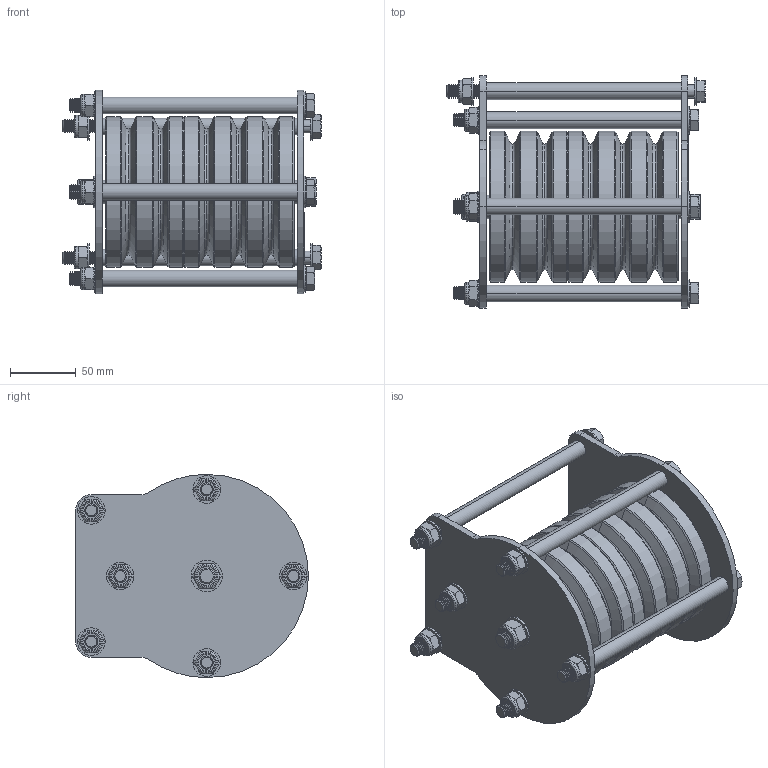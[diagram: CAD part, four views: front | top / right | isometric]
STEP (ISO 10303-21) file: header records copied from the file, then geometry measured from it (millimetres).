
FILE_DESCRIPTION (( 'STEP AP203' ), '1' );
FILE_NAME ('T42905.STEP', '2018-07-26T10:32:22', ( '' ), ( '' ), 'SwSTEP 2.0', 'SolidWorks 2016', '' );
FILE_SCHEMA (( 'CONFIG_CONTROL_DESIGN' ));
Length unit declared in the file: millimetre
Products named in the file (20): T42905; S2610-4; Hex Bolt_ISO 4016 - M10 x 190 x 32-WS; S1930; B Washer_Bright washer BS 4320 - M12 (Form B); S2610-2; S2610-1; SW3dPS-nyloc nut, st stl a2 iso_M10 NYLOC; Hex Bolt_ISO 4016 - M12 x 180 x 32-WS; S2610-3; TH771; PULLEY_LABEL; Hex Bolt_ISO 4016 - M10 x 180 x 32-WS; S2610; S2610-5; TH770; B Washer_Bright washer BS 4320 - M10 (Form B); SW3dPS-nyloc nut, st stl a2 iso_M12 NYLOC; TH805; TH766
Assembly tree (58 placements, depth 3):
  T42905
    TH770
    S2610  x4
      S2610-1
      S2610-2
      S2610-3
      S2610-4
      S2610-5
    S1930  x2
    TH766  x2
    TH805  x6
    B Washer_Bright washer BS 4320 - M10 (Form B)  x12
    SW3dPS-nyloc nut, st stl a2 iso_M10 NYLOC  x6
    Hex Bolt_ISO 4016 - M10 x 190 x 32-WS  x2
    Hex Bolt_ISO 4016 - M10 x 180 x 32-WS  x4
    B Washer_Bright washer BS 4320 - M12 (Form B)  x2
    SW3dPS-nyloc nut, st stl a2 iso_M12 NYLOC
    Hex Bolt_ISO 4016 - M12 x 180 x 32-WS
    TH771
    PULLEY_LABEL
Bounding box: 196.85 x 177.5 x 155 mm (x, y, z)
Volume: 1728728.2 mm3; surface area: 388123.3 mm2
Topology: 93 solids, 93 shells, 3152 faces, 7996 edges, 5096 vertices
Faces by surface type: plane 1191, cone 824, cylinder 642, bspline 287, torus 136, sphere 72
Entity records: 76466 total; most frequent: CARTESIAN_POINT 25450, ORIENTED_EDGE 10336, DIRECTION 9182, EDGE_CURVE 5168, VECTOR 3374, LINE 3374, VERTEX_POINT 3340, AXIS2_PLACEMENT_3D 2904
